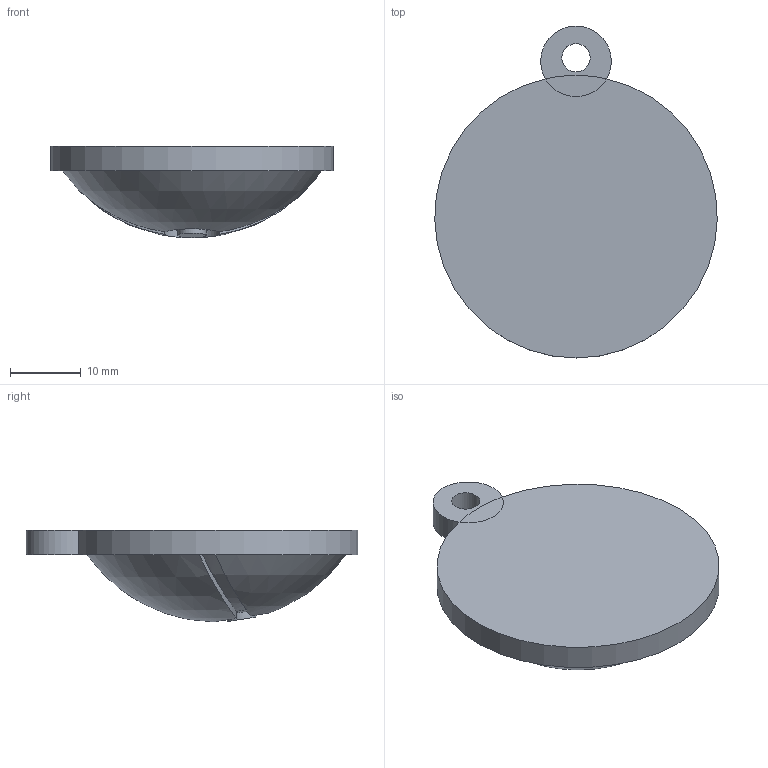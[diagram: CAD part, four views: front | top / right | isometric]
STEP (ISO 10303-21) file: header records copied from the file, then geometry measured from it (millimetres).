
FILE_DESCRIPTION(('FreeCAD Model'),'2;1');
FILE_NAME( 'pokellavero.step', '2015-02-25T00:29:38',('FreeCAD'),('FreeCAD'), 'Open CASCADE STEP processor 6.7','FreeCAD','Unknown');
FILE_SCHEMA(('AUTOMOTIVE_DESIGN_CC2 { 1 2 10303 214 -1 1 5 4 }'));
Length unit declared in the file: millimetre
Products named in the file (1): Pokellavero
Bounding box: 39.99 x 47 x 12.99 mm (x, y, z)
Volume: 9949 mm3; surface area: 3509.7 mm2
Topology: 1 solids, 1 shells, 28 faces, 65 edges, 38 vertices
Faces by surface type: cylinder 12, sphere 10, plane 6
Full cylindrical faces by diameter (mm): 4 x2
Entity records: 6266 total; most frequent: CARTESIAN_POINT 4875, DIRECTION 188, ORIENTED_EDGE 128, PCURVE 128, DEFINITIONAL_REPRESENTATION 128, B_SPLINE_CURVE_WITH_KNOTS 90, EDGE_CURVE 64, SURFACE_CURVE 61
